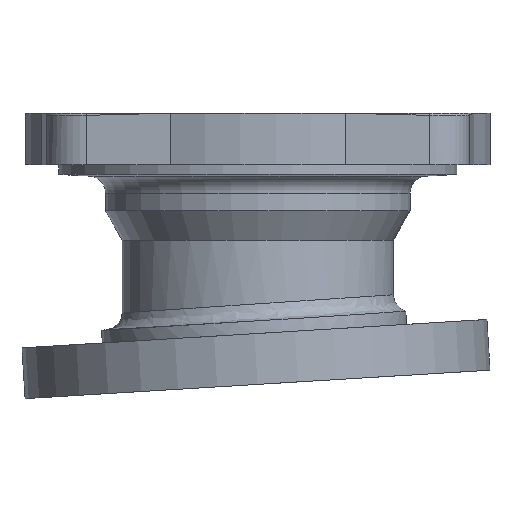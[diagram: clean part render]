
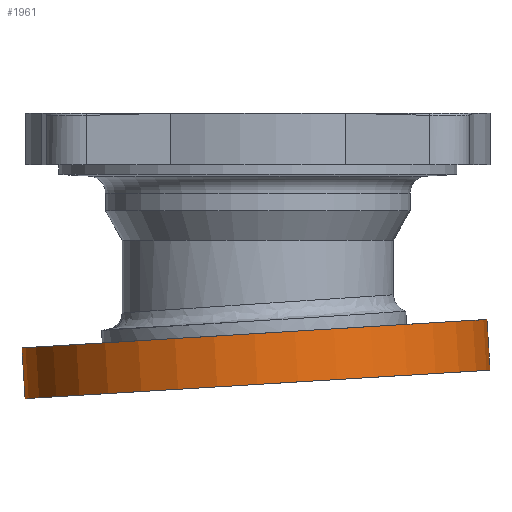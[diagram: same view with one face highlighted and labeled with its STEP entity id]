
A CAD part, left-side view. The second image highlights one B-rep face of the part: STEP entity #1961.
In plain terms, the highlighted cylindrical face has radius 87.312 mm (diameter 174.625 mm), a partial arc.
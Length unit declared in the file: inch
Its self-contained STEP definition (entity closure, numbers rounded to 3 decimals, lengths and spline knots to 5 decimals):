
#355=CARTESIAN_POINT('',(0.,0.04963,-3.31352));
#356=DIRECTION('',(0.,-0.061,-0.998));
#357=DIRECTION('',(0.,-0.998,0.061));
#358=AXIS2_PLACEMENT_3D('',#355,#356,#357);
#360=CARTESIAN_POINT('',(0.,0.00385,-4.06212));
#361=DIRECTION('',(0.,-0.061,-0.998));
#362=DIRECTION('',(0.,-0.998,0.061));
#363=AXIS2_PLACEMENT_3D('',#360,#361,#362);
#370=DIRECTION('',(0.,-0.061,-0.998));
#371=VECTOR('',#370,0.75);
#372=CARTESIAN_POINT('',(0.,3.48072,-3.52337));
#373=LINE('',#372,#371);
#379=DIRECTION('',(0.,-0.061,-0.998));
#380=VECTOR('',#379,0.75);
#381=CARTESIAN_POINT('',(0.,-3.38146,-3.10366));
#382=LINE('',#381,#380);
#1238=CARTESIAN_POINT('',(0.,-3.42724,-3.85226));
#1239=CARTESIAN_POINT('',(0.,3.43493,-4.27197));
#1240=VERTEX_POINT('',#1238);
#1241=VERTEX_POINT('',#1239);
#1250=CARTESIAN_POINT('',(0.,-3.38146,-3.10366));
#1251=CARTESIAN_POINT('',(0.,3.48072,-3.52337));
#1252=VERTEX_POINT('',#1250);
#1253=VERTEX_POINT('',#1251);
#1947=CARTESIAN_POINT('',(0.,0.07475,-2.90282));
#1948=DIRECTION('',(0.,-0.061,-0.998));
#1949=DIRECTION('',(0.,-0.998,0.061));
#1950=AXIS2_PLACEMENT_3D('',#1947,#1948,#1949);
#1951=CYLINDRICAL_SURFACE('',#1950,3.4375);
#1952=ORIENTED_EDGE('',*,*,#1888,.F.);
#1954=ORIENTED_EDGE('',*,*,#1953,.T.);
#1956=ORIENTED_EDGE('',*,*,#1955,.T.);
#1958=ORIENTED_EDGE('',*,*,#1957,.F.);
#1959=EDGE_LOOP('',(#1952,#1954,#1956,#1958));
#1960=FACE_OUTER_BOUND('',#1959,.F.);
#359=CIRCLE('',#358,3.4375);
#364=CIRCLE('',#363,3.4375);
#1888=EDGE_CURVE('',#1252,#1253,#359,.T.);
#1953=EDGE_CURVE('',#1252,#1240,#382,.T.);
#1955=EDGE_CURVE('',#1240,#1241,#364,.T.);
#1957=EDGE_CURVE('',#1253,#1241,#373,.T.);
#1961=ADVANCED_FACE('',(#1960),#1951,.T.);
